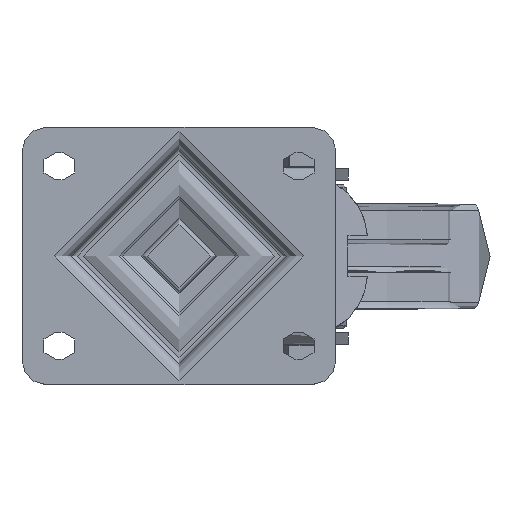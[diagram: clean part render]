
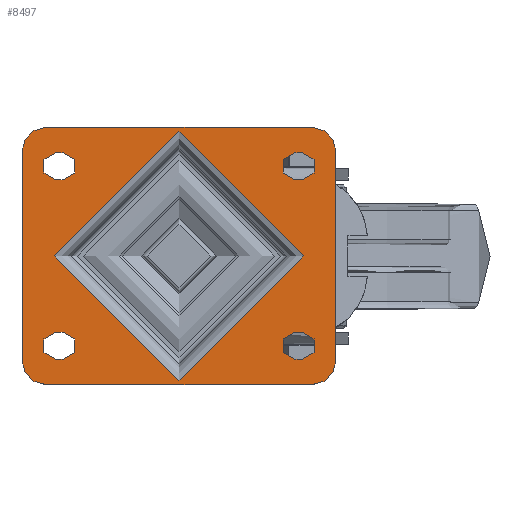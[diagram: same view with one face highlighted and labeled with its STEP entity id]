
A CAD part, top view. The second image highlights one B-rep face of the part: STEP entity #8497.
In plain terms, the highlighted planar face has unit normal (0, 0, 1).
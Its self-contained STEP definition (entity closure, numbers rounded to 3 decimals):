
#524=FACE_BOUND('',#1453,.T.);
#525=FACE_BOUND('',#1454,.T.);
#526=FACE_BOUND('',#1455,.T.);
#527=FACE_BOUND('',#1456,.T.);
#528=FACE_BOUND('',#1457,.T.);
#595=PLANE('',#9188);
#937=FACE_OUTER_BOUND('',#1452,.T.);
#1452=EDGE_LOOP('',(#5966,#5967,#5968,#5969,#5970,#5971,#5972,#5973));
#1453=EDGE_LOOP('',(#5974));
#1454=EDGE_LOOP('',(#5975,#5976,#5977,#5978));
#1455=EDGE_LOOP('',(#5979,#5980,#5981,#5982));
#1456=EDGE_LOOP('',(#5983,#5984,#5985,#5986));
#1457=EDGE_LOOP('',(#5987,#5988,#5989,#5990));
#2059=LINE('',#12200,#2781);
#2061=LINE('',#12203,#2783);
#2062=LINE('',#12204,#2784);
#2063=LINE('',#12205,#2785);
#2064=LINE('',#12206,#2786);
#2065=LINE('',#12207,#2787);
#2066=LINE('',#12208,#2788);
#2067=LINE('',#12209,#2789);
#2068=LINE('',#12210,#2790);
#2069=LINE('',#12211,#2791);
#2070=LINE('',#12212,#2792);
#2071=LINE('',#12213,#2793);
#2781=VECTOR('',#10071,1000.);
#2783=VECTOR('',#10075,1000.);
#2784=VECTOR('',#10076,1000.);
#2785=VECTOR('',#10077,1000.);
#2786=VECTOR('',#10078,1000.);
#2787=VECTOR('',#10079,1000.);
#2788=VECTOR('',#10080,1000.);
#2789=VECTOR('',#10081,1000.);
#2790=VECTOR('',#10082,1000.);
#2791=VECTOR('',#10083,1000.);
#2792=VECTOR('',#10084,1000.);
#2793=VECTOR('',#10085,1000.);
#3447=CIRCLE('',#9090,4.5);
#3448=CIRCLE('',#9092,4.5);
#3451=CIRCLE('',#9096,4.5);
#3452=CIRCLE('',#9098,4.5);
#3455=CIRCLE('',#9102,4.5);
#3456=CIRCLE('',#9104,4.5);
#3459=CIRCLE('',#9108,4.5);
#3460=CIRCLE('',#9110,4.5);
#3462=CIRCLE('',#9113,41.75);
#3475=CIRCLE('',#9133,8.);
#3477=CIRCLE('',#9136,8.);
#3479=CIRCLE('',#9139,8.);
#3481=CIRCLE('',#9142,8.);
#3677=VERTEX_POINT('',#11931);
#3678=VERTEX_POINT('',#11933);
#3679=VERTEX_POINT('',#11937);
#3680=VERTEX_POINT('',#11938);
#3685=VERTEX_POINT('',#11949);
#3686=VERTEX_POINT('',#11951);
#3687=VERTEX_POINT('',#11955);
#3688=VERTEX_POINT('',#11956);
#3693=VERTEX_POINT('',#11967);
#3694=VERTEX_POINT('',#11969);
#3695=VERTEX_POINT('',#11973);
#3696=VERTEX_POINT('',#11974);
#3701=VERTEX_POINT('',#11985);
#3702=VERTEX_POINT('',#11987);
#3703=VERTEX_POINT('',#11991);
#3704=VERTEX_POINT('',#11992);
#3707=VERTEX_POINT('',#12000);
#3716=VERTEX_POINT('',#12032);
#3717=VERTEX_POINT('',#12033);
#3720=VERTEX_POINT('',#12041);
#3721=VERTEX_POINT('',#12042);
#3724=VERTEX_POINT('',#12050);
#3725=VERTEX_POINT('',#12051);
#3728=VERTEX_POINT('',#12059);
#3729=VERTEX_POINT('',#12060);
#4507=EDGE_CURVE('',#3678,#3677,#3447,.T.);
#4509=EDGE_CURVE('',#3679,#3680,#3448,.T.);
#4515=EDGE_CURVE('',#3686,#3685,#3451,.T.);
#4517=EDGE_CURVE('',#3687,#3688,#3452,.T.);
#4523=EDGE_CURVE('',#3694,#3693,#3455,.T.);
#4525=EDGE_CURVE('',#3695,#3696,#3456,.T.);
#4531=EDGE_CURVE('',#3702,#3701,#3459,.T.);
#4533=EDGE_CURVE('',#3703,#3704,#3460,.T.);
#4537=EDGE_CURVE('',#3707,#3707,#3462,.T.);
#4553=EDGE_CURVE('',#3716,#3717,#3475,.T.);
#4557=EDGE_CURVE('',#3720,#3721,#3477,.T.);
#4561=EDGE_CURVE('',#3724,#3725,#3479,.T.);
#4565=EDGE_CURVE('',#3728,#3729,#3481,.T.);
#4637=EDGE_CURVE('',#3729,#3716,#2059,.T.);
#4639=EDGE_CURVE('',#3725,#3728,#2061,.T.);
#4640=EDGE_CURVE('',#3721,#3724,#2062,.T.);
#4641=EDGE_CURVE('',#3717,#3720,#2063,.T.);
#4642=EDGE_CURVE('',#3677,#3679,#2064,.T.);
#4643=EDGE_CURVE('',#3680,#3678,#2065,.T.);
#4644=EDGE_CURVE('',#3685,#3687,#2066,.T.);
#4645=EDGE_CURVE('',#3688,#3686,#2067,.T.);
#4646=EDGE_CURVE('',#3693,#3695,#2068,.T.);
#4647=EDGE_CURVE('',#3696,#3694,#2069,.T.);
#4648=EDGE_CURVE('',#3701,#3703,#2070,.T.);
#4649=EDGE_CURVE('',#3704,#3702,#2071,.T.);
#5966=ORIENTED_EDGE('',*,*,#4565,.F.);
#5967=ORIENTED_EDGE('',*,*,#4639,.F.);
#5968=ORIENTED_EDGE('',*,*,#4561,.F.);
#5969=ORIENTED_EDGE('',*,*,#4640,.F.);
#5970=ORIENTED_EDGE('',*,*,#4557,.F.);
#5971=ORIENTED_EDGE('',*,*,#4641,.F.);
#5972=ORIENTED_EDGE('',*,*,#4553,.F.);
#5973=ORIENTED_EDGE('',*,*,#4637,.F.);
#5974=ORIENTED_EDGE('',*,*,#4537,.F.);
#5975=ORIENTED_EDGE('',*,*,#4642,.T.);
#5976=ORIENTED_EDGE('',*,*,#4509,.T.);
#5977=ORIENTED_EDGE('',*,*,#4643,.T.);
#5978=ORIENTED_EDGE('',*,*,#4507,.T.);
#5979=ORIENTED_EDGE('',*,*,#4644,.T.);
#5980=ORIENTED_EDGE('',*,*,#4517,.T.);
#5981=ORIENTED_EDGE('',*,*,#4645,.T.);
#5982=ORIENTED_EDGE('',*,*,#4515,.T.);
#5983=ORIENTED_EDGE('',*,*,#4646,.T.);
#5984=ORIENTED_EDGE('',*,*,#4525,.T.);
#5985=ORIENTED_EDGE('',*,*,#4647,.T.);
#5986=ORIENTED_EDGE('',*,*,#4523,.T.);
#5987=ORIENTED_EDGE('',*,*,#4648,.T.);
#5988=ORIENTED_EDGE('',*,*,#4533,.T.);
#5989=ORIENTED_EDGE('',*,*,#4649,.T.);
#5990=ORIENTED_EDGE('',*,*,#4531,.T.);
#8497=ADVANCED_FACE('',(#937,#524,#525,#526,#527,#528),#595,.T.);
#9090=AXIS2_PLACEMENT_3D('',#11934,#9813,#9814);
#9092=AXIS2_PLACEMENT_3D('',#11939,#9818,#9819);
#9096=AXIS2_PLACEMENT_3D('',#11952,#9829,#9830);
#9098=AXIS2_PLACEMENT_3D('',#11957,#9834,#9835);
#9102=AXIS2_PLACEMENT_3D('',#11970,#9845,#9846);
#9104=AXIS2_PLACEMENT_3D('',#11975,#9850,#9851);
#9108=AXIS2_PLACEMENT_3D('',#11988,#9861,#9862);
#9110=AXIS2_PLACEMENT_3D('',#11993,#9866,#9867);
#9113=AXIS2_PLACEMENT_3D('',#12001,#9874,#9875);
#9133=AXIS2_PLACEMENT_3D('',#12034,#9917,#9918);
#9136=AXIS2_PLACEMENT_3D('',#12043,#9925,#9926);
#9139=AXIS2_PLACEMENT_3D('',#12052,#9933,#9934);
#9142=AXIS2_PLACEMENT_3D('',#12061,#9941,#9942);
#9188=AXIS2_PLACEMENT_3D('',#12202,#10073,#10074);
#9813=DIRECTION('center_axis',(0.,0.,-1.));
#9814=DIRECTION('ref_axis',(-1.,0.,0.));
#9818=DIRECTION('center_axis',(0.,0.,-1.));
#9819=DIRECTION('ref_axis',(-1.,0.,0.));
#9829=DIRECTION('center_axis',(0.,0.,-1.));
#9830=DIRECTION('ref_axis',(-1.,0.,0.));
#9834=DIRECTION('center_axis',(0.,0.,-1.));
#9835=DIRECTION('ref_axis',(-1.,0.,0.));
#9845=DIRECTION('center_axis',(0.,0.,-1.));
#9846=DIRECTION('ref_axis',(1.,0.,0.));
#9850=DIRECTION('center_axis',(0.,0.,-1.));
#9851=DIRECTION('ref_axis',(1.,0.,0.));
#9861=DIRECTION('center_axis',(0.,0.,-1.));
#9862=DIRECTION('ref_axis',(1.,0.,0.));
#9866=DIRECTION('center_axis',(0.,0.,-1.));
#9867=DIRECTION('ref_axis',(1.,0.,0.));
#9874=DIRECTION('center_axis',(0.,0.,1.));
#9875=DIRECTION('ref_axis',(1.,0.,0.));
#9917=DIRECTION('center_axis',(0.,0.,-1.));
#9918=DIRECTION('ref_axis',(-0.707,0.707,0.));
#9925=DIRECTION('center_axis',(0.,0.,-1.));
#9926=DIRECTION('ref_axis',(0.707,0.707,0.));
#9933=DIRECTION('center_axis',(0.,0.,-1.));
#9934=DIRECTION('ref_axis',(0.707,-0.707,0.));
#9941=DIRECTION('center_axis',(0.,0.,-1.));
#9942=DIRECTION('ref_axis',(-0.707,-0.707,0.));
#10071=DIRECTION('',(0.,1.,0.));
#10073=DIRECTION('center_axis',(0.,0.,1.));
#10074=DIRECTION('ref_axis',(1.,0.,0.));
#10075=DIRECTION('',(-1.,0.,0.));
#10076=DIRECTION('',(0.,-1.,0.));
#10077=DIRECTION('',(1.,0.,0.));
#10078=DIRECTION('',(-1.,0.,0.));
#10079=DIRECTION('',(1.,0.,0.));
#10080=DIRECTION('',(-1.,0.,0.));
#10081=DIRECTION('',(1.,0.,0.));
#10082=DIRECTION('',(1.,0.,0.));
#10083=DIRECTION('',(-1.,0.,0.));
#10084=DIRECTION('',(1.,0.,0.));
#10085=DIRECTION('',(-1.,0.,0.));
#11931=CARTESIAN_POINT('',(41.25,-34.5,0.));
#11933=CARTESIAN_POINT('',(41.25,-25.5,0.));
#11934=CARTESIAN_POINT('Origin',(41.25,-30.,0.));
#11937=CARTESIAN_POINT('',(38.75,-34.5,0.));
#11938=CARTESIAN_POINT('',(38.75,-25.5,0.));
#11939=CARTESIAN_POINT('Origin',(38.75,-30.,0.));
#11949=CARTESIAN_POINT('',(41.25,25.5,0.));
#11951=CARTESIAN_POINT('',(41.25,34.5,0.));
#11952=CARTESIAN_POINT('Origin',(41.25,30.,0.));
#11955=CARTESIAN_POINT('',(38.75,25.5,0.));
#11956=CARTESIAN_POINT('',(38.75,34.5,0.));
#11957=CARTESIAN_POINT('Origin',(38.75,30.,0.));
#11967=CARTESIAN_POINT('',(-41.25,-25.5,0.));
#11969=CARTESIAN_POINT('',(-41.25,-34.5,0.));
#11970=CARTESIAN_POINT('Origin',(-41.25,-30.,0.));
#11973=CARTESIAN_POINT('',(-38.75,-25.5,0.));
#11974=CARTESIAN_POINT('',(-38.75,-34.5,0.));
#11975=CARTESIAN_POINT('Origin',(-38.75,-30.,0.));
#11985=CARTESIAN_POINT('',(-41.25,34.5,0.));
#11987=CARTESIAN_POINT('',(-41.25,25.5,0.));
#11988=CARTESIAN_POINT('Origin',(-41.25,30.,0.));
#11991=CARTESIAN_POINT('',(-38.75,34.5,0.));
#11992=CARTESIAN_POINT('',(-38.75,25.5,0.));
#11993=CARTESIAN_POINT('Origin',(-38.75,30.,0.));
#12000=CARTESIAN_POINT('',(41.75,0.,0.));
#12001=CARTESIAN_POINT('Origin',(0.,0.,0.));
#12032=CARTESIAN_POINT('',(-52.5,35.,0.));
#12033=CARTESIAN_POINT('',(-44.5,43.,0.));
#12034=CARTESIAN_POINT('Origin',(-44.5,35.,0.));
#12041=CARTESIAN_POINT('',(44.5,43.,0.));
#12042=CARTESIAN_POINT('',(52.5,35.,0.));
#12043=CARTESIAN_POINT('Origin',(44.5,35.,0.));
#12050=CARTESIAN_POINT('',(52.5,-35.,0.));
#12051=CARTESIAN_POINT('',(44.5,-43.,0.));
#12052=CARTESIAN_POINT('Origin',(44.5,-35.,0.));
#12059=CARTESIAN_POINT('',(-44.5,-43.,0.));
#12060=CARTESIAN_POINT('',(-52.5,-35.,0.));
#12061=CARTESIAN_POINT('Origin',(-44.5,-35.,0.));
#12200=CARTESIAN_POINT('',(-52.5,-43.,0.));
#12202=CARTESIAN_POINT('Origin',(0.,0.,0.));
#12203=CARTESIAN_POINT('',(52.5,-43.,0.));
#12204=CARTESIAN_POINT('',(52.5,43.,0.));
#12205=CARTESIAN_POINT('',(-52.5,43.,0.));
#12206=CARTESIAN_POINT('',(41.25,-34.5,0.));
#12207=CARTESIAN_POINT('',(41.25,-25.5,0.));
#12208=CARTESIAN_POINT('',(41.25,25.5,0.));
#12209=CARTESIAN_POINT('',(41.25,34.5,0.));
#12210=CARTESIAN_POINT('',(-41.25,-25.5,0.));
#12211=CARTESIAN_POINT('',(-41.25,-34.5,0.));
#12212=CARTESIAN_POINT('',(-41.25,34.5,0.));
#12213=CARTESIAN_POINT('',(-41.25,25.5,0.));
